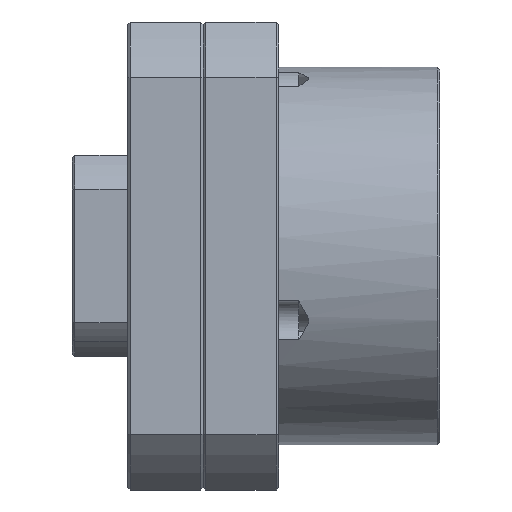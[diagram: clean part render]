
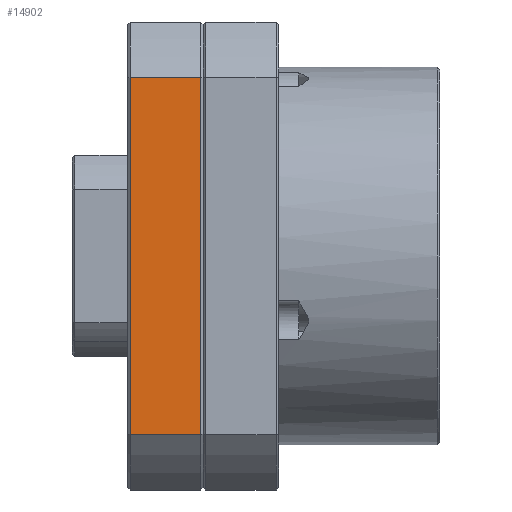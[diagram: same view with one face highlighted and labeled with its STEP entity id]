
A CAD part, front view. The second image highlights one B-rep face of the part: STEP entity #14902.
In plain terms, the highlighted planar face has unit normal (0, -1, 0).
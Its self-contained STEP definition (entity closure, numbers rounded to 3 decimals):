
#183 = EDGE_CURVE ( 'NONE', #14193, #12853, #1052, .T. ) ;
#624 = VERTEX_POINT ( 'NONE', #19839 ) ;
#1052 = LINE ( 'NONE', #11318, #20937 ) ;
#2609 = DIRECTION ( 'NONE',  ( 0., -1., 0. ) ) ;
#3298 = CARTESIAN_POINT ( 'NONE',  ( -0.5, -46.5, -35.496 ) ) ;
#3716 = ORIENTED_EDGE ( 'NONE', *, *, #19298, .T. ) ;
#4158 = LINE ( 'NONE', #21893, #13254 ) ;
#5723 = CARTESIAN_POINT ( 'NONE',  ( -0.5, -46.5, 35.496 ) ) ;
#6088 = DIRECTION ( 'NONE',  ( 1., 0., 0. ) ) ;
#6517 = DIRECTION ( 'NONE',  ( 0., 0., 1. ) ) ;
#8586 = LINE ( 'NONE', #22444, #15450 ) ;
#9569 = DIRECTION ( 'NONE',  ( -1., 0., 0. ) ) ;
#9775 = LINE ( 'NONE', #16840, #21926 ) ;
#11318 = CARTESIAN_POINT ( 'NONE',  ( -0.5, -46.5, -35.496 ) ) ;
#12853 = VERTEX_POINT ( 'NONE', #5723 ) ;
#13083 = DIRECTION ( 'NONE',  ( -1., 0., 0. ) ) ;
#13254 = VECTOR ( 'NONE', #6088, 1000. ) ;
#13982 = ORIENTED_EDGE ( 'NONE', *, *, #19009, .T. ) ;
#14193 = VERTEX_POINT ( 'NONE', #3298 ) ;
#14568 = ORIENTED_EDGE ( 'NONE', *, *, #19438, .T. ) ;
#14902 = ADVANCED_FACE ( 'NONE', ( #18213 ), #20143, .T. ) ;
#15450 = VECTOR ( 'NONE', #15540, 1000. ) ;
#15540 = DIRECTION ( 'NONE',  ( 0., 0., -1. ) ) ;
#15931 = EDGE_LOOP ( 'NONE', ( #3716, #21721, #13982, #14568 ) ) ;
#16840 = CARTESIAN_POINT ( 'NONE',  ( -0.5, -46.5, 35.496 ) ) ;
#17817 = AXIS2_PLACEMENT_3D ( 'NONE', #22058, #2609, #9569 ) ;
#18213 = FACE_OUTER_BOUND ( 'NONE', #15931, .T. ) ;
#19009 = EDGE_CURVE ( 'NONE', #12853, #22140, #9775, .T. ) ;
#19298 = EDGE_CURVE ( 'NONE', #624, #14193, #4158, .T. ) ;
#19438 = EDGE_CURVE ( 'NONE', #22140, #624, #8586, .T. ) ;
#19839 = CARTESIAN_POINT ( 'NONE',  ( -14.5, -46.5, -35.496 ) ) ;
#20143 = PLANE ( 'NONE',  #17817 ) ;
#20923 = CARTESIAN_POINT ( 'NONE',  ( -14.5, -46.5, 35.496 ) ) ;
#20937 = VECTOR ( 'NONE', #6517, 1000. ) ;
#21721 = ORIENTED_EDGE ( 'NONE', *, *, #183, .T. ) ;
#21893 = CARTESIAN_POINT ( 'NONE',  ( -14.5, -46.5, -35.496 ) ) ;
#21926 = VECTOR ( 'NONE', #13083, 1000. ) ;
#22058 = CARTESIAN_POINT ( 'NONE',  ( 3.15, -46.5, -46.5 ) ) ;
#22140 = VERTEX_POINT ( 'NONE', #20923 ) ;
#22444 = CARTESIAN_POINT ( 'NONE',  ( -14.5, -46.5, 35.496 ) ) ;
